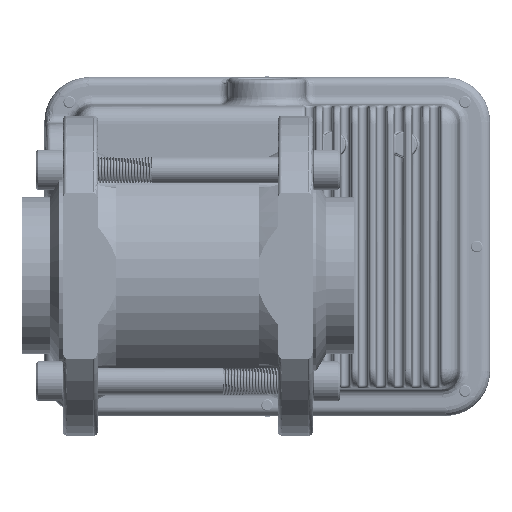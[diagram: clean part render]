
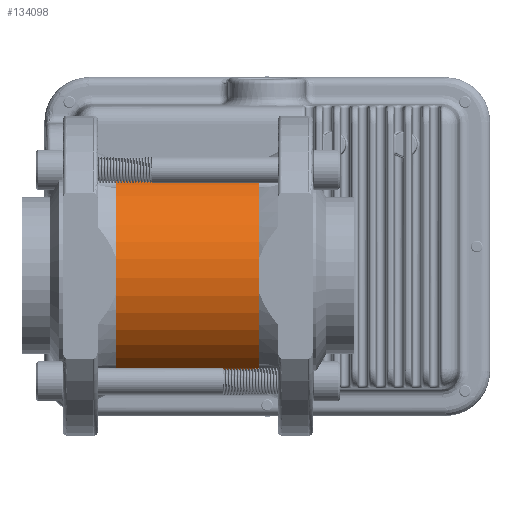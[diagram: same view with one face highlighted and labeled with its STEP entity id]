
A CAD part, front view. The second image highlights one B-rep face of the part: STEP entity #134098.
In plain terms, the highlighted cylindrical face has radius 37.922 mm (diameter 75.844 mm), a partial arc.
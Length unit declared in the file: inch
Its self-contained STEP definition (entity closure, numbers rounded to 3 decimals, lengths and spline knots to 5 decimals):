
#2825 = ORIENTED_EDGE ( 'NONE', *, *, #95927, .T. ) ;
#4661 = VERTEX_POINT ( 'NONE', #65730 ) ;
#15331 = ORIENTED_EDGE ( 'NONE', *, *, #56975, .T. ) ;
#18894 = ORIENTED_EDGE ( 'NONE', *, *, #122642, .F. ) ;
#21707 = VECTOR ( 'NONE', #160868, 39.37008 ) ;
#22307 = CARTESIAN_POINT ( 'NONE',  ( 1.125, 0., 0. ) ) ;
#24897 = VERTEX_POINT ( 'NONE', #28187 ) ;
#28187 = CARTESIAN_POINT ( 'NONE',  ( 1.125, 1.391, -0.54237 ) ) ;
#37610 = DIRECTION ( 'NONE',  ( 1., 0., 0. ) ) ;
#48064 = AXIS2_PLACEMENT_3D ( 'NONE', #77083, #168627, #90263 ) ;
#56316 = CARTESIAN_POINT ( 'NONE',  ( 1.125, -0.064, 1.49163 ) ) ;
#56975 = EDGE_CURVE ( 'NONE', #4661, #129103, #125890, .T. ) ;
#57506 = EDGE_CURVE ( 'NONE', #24897, #153492, #111464, .T. ) ;
#61258 = DIRECTION ( 'NONE',  ( 0., 0., 1. ) ) ;
#61339 = CIRCLE ( 'NONE', #48064, 1.493 ) ;
#61534 = AXIS2_PLACEMENT_3D ( 'NONE', #115780, #37610, #128893 ) ;
#62765 = EDGE_LOOP ( 'NONE', ( #18894, #15331, #2825, #141450 ) ) ;
#65730 = CARTESIAN_POINT ( 'NONE',  ( 1.125, -0.064, 1.49163 ) ) ;
#77083 = CARTESIAN_POINT ( 'NONE',  ( 1.125, 0., 0. ) ) ;
#77113 = FACE_OUTER_BOUND ( 'NONE', #62765, .T. ) ;
#84522 = CARTESIAN_POINT ( 'NONE',  ( -1.125, 1.391, -0.54237 ) ) ;
#90263 = DIRECTION ( 'NONE',  ( 0., 0., -1. ) ) ;
#90982 = CARTESIAN_POINT ( 'NONE',  ( -1.125, -0.064, 1.49163 ) ) ;
#93835 = DIRECTION ( 'NONE',  ( -1., 0., 0. ) ) ;
#95927 = EDGE_CURVE ( 'NONE', #129103, #153492, #112340, .T. ) ;
#111464 = LINE ( 'NONE', #159041, #138055 ) ;
#112340 = CIRCLE ( 'NONE', #61534, 1.493 ) ;
#115780 = CARTESIAN_POINT ( 'NONE',  ( -1.125, 0., 0. ) ) ;
#115959 = AXIS2_PLACEMENT_3D ( 'NONE', #22307, #139959, #61258 ) ;
#122642 = EDGE_CURVE ( 'NONE', #4661, #24897, #61339, .T. ) ;
#125890 = LINE ( 'NONE', #56316, #21707 ) ;
#128893 = DIRECTION ( 'NONE',  ( 0., 0., -1. ) ) ;
#129103 = VERTEX_POINT ( 'NONE', #90982 ) ;
#134098 = ADVANCED_FACE ( 'NONE', ( #77113 ), #142545, .T. ) ;
#138055 = VECTOR ( 'NONE', #93835, 39.37008 ) ;
#139959 = DIRECTION ( 'NONE',  ( -1., 0., 0. ) ) ;
#141450 = ORIENTED_EDGE ( 'NONE', *, *, #57506, .F. ) ;
#142545 = CYLINDRICAL_SURFACE ( 'NONE', #115959, 1.493 ) ;
#153492 = VERTEX_POINT ( 'NONE', #84522 ) ;
#159041 = CARTESIAN_POINT ( 'NONE',  ( 1.125, 1.391, -0.54237 ) ) ;
#160868 = DIRECTION ( 'NONE',  ( -1., 0., 0. ) ) ;
#168627 = DIRECTION ( 'NONE',  ( 1., 0., 0. ) ) ;
